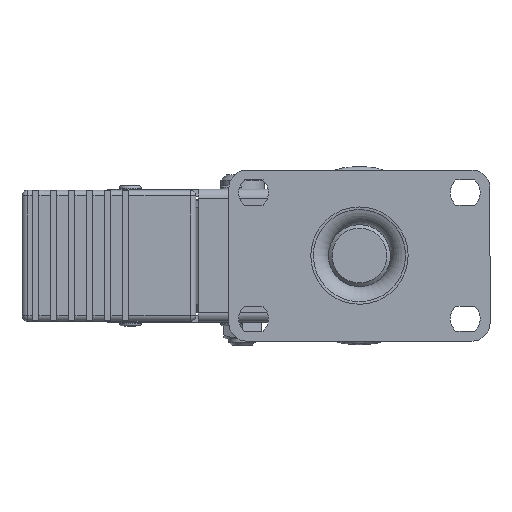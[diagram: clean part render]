
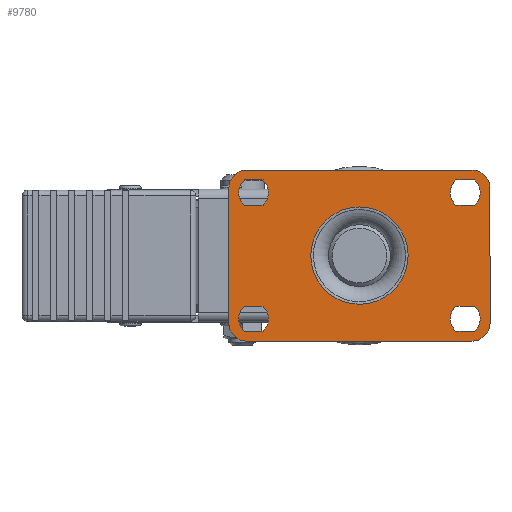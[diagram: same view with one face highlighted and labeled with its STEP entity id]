
A CAD part, top view. The second image highlights one B-rep face of the part: STEP entity #9780.
In plain terms, the highlighted planar face has unit normal (0, 0, 1).
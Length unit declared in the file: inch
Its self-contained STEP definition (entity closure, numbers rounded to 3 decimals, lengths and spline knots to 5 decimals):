
#626=LINE('',#17565,#1245);
#629=LINE('',#17573,#1248);
#630=LINE('',#17577,#1249);
#631=LINE('',#17581,#1250);
#632=LINE('',#17584,#1251);
#633=LINE('',#17587,#1252);
#634=LINE('',#17591,#1253);
#635=LINE('',#17595,#1254);
#636=LINE('',#17599,#1255);
#637=LINE('',#17603,#1256);
#638=LINE('',#17607,#1257);
#639=LINE('',#17612,#1258);
#1245=VECTOR('',#13270,0.26);
#1248=VECTOR('',#13277,1.875);
#1249=VECTOR('',#13280,3.125);
#1250=VECTOR('',#13283,1.875);
#1251=VECTOR('',#13286,3.125);
#1252=VECTOR('',#13287,0.26);
#1253=VECTOR('',#13290,0.26);
#1254=VECTOR('',#13293,0.26);
#1255=VECTOR('',#13296,0.26);
#1256=VECTOR('',#13299,0.26);
#1257=VECTOR('',#13302,0.26);
#1258=VECTOR('',#13307,0.26);
#1785=FACE_BOUND('',#2703,.T.);
#1786=FACE_BOUND('',#2704,.T.);
#1787=FACE_BOUND('',#2705,.T.);
#1788=FACE_BOUND('',#2706,.T.);
#1789=FACE_BOUND('',#2707,.T.);
#2098=FACE_OUTER_BOUND('',#2702,.T.);
#2702=EDGE_LOOP('',(#7907,#7908,#7909,#7910,#7911,#7912,#7913,#7914));
#2703=EDGE_LOOP('',(#7915,#7916,#7917,#7918));
#2704=EDGE_LOOP('',(#7919,#7920,#7921,#7922));
#2705=EDGE_LOOP('',(#7923,#7924,#7925,#7926));
#2706=EDGE_LOOP('',(#7927,#7928,#7929,#7930));
#2707=EDGE_LOOP('',(#7931,#7932));
#3424=CIRCLE('',#10827,0.25);
#3425=CIRCLE('',#10828,0.25);
#3426=CIRCLE('',#10829,0.25);
#3427=CIRCLE('',#10830,0.25);
#3428=CIRCLE('',#10831,0.23803);
#3429=CIRCLE('',#10832,0.23803);
#3430=CIRCLE('',#10833,0.23803);
#3431=CIRCLE('',#10834,0.23803);
#3432=CIRCLE('',#10835,0.23803);
#3433=CIRCLE('',#10836,0.23803);
#3434=CIRCLE('',#10837,0.23803);
#3435=CIRCLE('',#10838,0.23803);
#3436=CIRCLE('',#10839,0.67563);
#3437=CIRCLE('',#10840,0.67563);
#4325=VERTEX_POINT('',#17563);
#4326=VERTEX_POINT('',#17564);
#4327=VERTEX_POINT('',#17569);
#4328=VERTEX_POINT('',#17570);
#4329=VERTEX_POINT('',#17572);
#4330=VERTEX_POINT('',#17574);
#4331=VERTEX_POINT('',#17576);
#4332=VERTEX_POINT('',#17578);
#4333=VERTEX_POINT('',#17580);
#4334=VERTEX_POINT('',#17582);
#4335=VERTEX_POINT('',#17585);
#4336=VERTEX_POINT('',#17586);
#4337=VERTEX_POINT('',#17588);
#4338=VERTEX_POINT('',#17590);
#4339=VERTEX_POINT('',#17593);
#4340=VERTEX_POINT('',#17594);
#4341=VERTEX_POINT('',#17596);
#4342=VERTEX_POINT('',#17598);
#4343=VERTEX_POINT('',#17601);
#4344=VERTEX_POINT('',#17602);
#4345=VERTEX_POINT('',#17604);
#4346=VERTEX_POINT('',#17606);
#4347=VERTEX_POINT('',#17609);
#4348=VERTEX_POINT('',#17611);
#4349=VERTEX_POINT('',#17614);
#4350=VERTEX_POINT('',#17615);
#5618=EDGE_CURVE('',#4325,#4326,#626,.T.);
#5621=EDGE_CURVE('',#4327,#4328,#3424,.T.);
#5622=EDGE_CURVE('',#4328,#4329,#629,.T.);
#5623=EDGE_CURVE('',#4329,#4330,#3425,.T.);
#5624=EDGE_CURVE('',#4330,#4331,#630,.T.);
#5625=EDGE_CURVE('',#4331,#4332,#3426,.T.);
#5626=EDGE_CURVE('',#4332,#4333,#631,.T.);
#5627=EDGE_CURVE('',#4333,#4334,#3427,.T.);
#5628=EDGE_CURVE('',#4334,#4327,#632,.T.);
#5629=EDGE_CURVE('',#4335,#4336,#633,.T.);
#5630=EDGE_CURVE('',#4336,#4337,#3428,.T.);
#5631=EDGE_CURVE('',#4337,#4338,#634,.T.);
#5632=EDGE_CURVE('',#4338,#4335,#3429,.T.);
#5633=EDGE_CURVE('',#4339,#4340,#635,.T.);
#5634=EDGE_CURVE('',#4340,#4341,#3430,.T.);
#5635=EDGE_CURVE('',#4341,#4342,#636,.T.);
#5636=EDGE_CURVE('',#4342,#4339,#3431,.T.);
#5637=EDGE_CURVE('',#4343,#4344,#637,.T.);
#5638=EDGE_CURVE('',#4345,#4344,#3432,.T.);
#5639=EDGE_CURVE('',#4345,#4346,#638,.T.);
#5640=EDGE_CURVE('',#4343,#4346,#3433,.T.);
#5641=EDGE_CURVE('',#4347,#4326,#3434,.T.);
#5642=EDGE_CURVE('',#4347,#4348,#639,.T.);
#5643=EDGE_CURVE('',#4325,#4348,#3435,.T.);
#5644=EDGE_CURVE('',#4349,#4350,#3436,.T.);
#5645=EDGE_CURVE('',#4350,#4349,#3437,.T.);
#7907=ORIENTED_EDGE('',*,*,#5621,.T.);
#7908=ORIENTED_EDGE('',*,*,#5622,.T.);
#7909=ORIENTED_EDGE('',*,*,#5623,.T.);
#7910=ORIENTED_EDGE('',*,*,#5624,.T.);
#7911=ORIENTED_EDGE('',*,*,#5625,.T.);
#7912=ORIENTED_EDGE('',*,*,#5626,.T.);
#7913=ORIENTED_EDGE('',*,*,#5627,.T.);
#7914=ORIENTED_EDGE('',*,*,#5628,.T.);
#7915=ORIENTED_EDGE('',*,*,#5629,.T.);
#7916=ORIENTED_EDGE('',*,*,#5630,.T.);
#7917=ORIENTED_EDGE('',*,*,#5631,.T.);
#7918=ORIENTED_EDGE('',*,*,#5632,.T.);
#7919=ORIENTED_EDGE('',*,*,#5633,.T.);
#7920=ORIENTED_EDGE('',*,*,#5634,.T.);
#7921=ORIENTED_EDGE('',*,*,#5635,.T.);
#7922=ORIENTED_EDGE('',*,*,#5636,.T.);
#7923=ORIENTED_EDGE('',*,*,#5637,.T.);
#7924=ORIENTED_EDGE('',*,*,#5638,.F.);
#7925=ORIENTED_EDGE('',*,*,#5639,.T.);
#7926=ORIENTED_EDGE('',*,*,#5640,.F.);
#7927=ORIENTED_EDGE('',*,*,#5618,.T.);
#7928=ORIENTED_EDGE('',*,*,#5641,.F.);
#7929=ORIENTED_EDGE('',*,*,#5642,.T.);
#7930=ORIENTED_EDGE('',*,*,#5643,.F.);
#7931=ORIENTED_EDGE('',*,*,#5644,.T.);
#7932=ORIENTED_EDGE('',*,*,#5645,.T.);
#9378=PLANE('',#10826);
#9780=ADVANCED_FACE('',(#2098,#1785,#1786,#1787,#1788,#1789),#9378,.T.);
#10826=AXIS2_PLACEMENT_3D('',#17568,#13273,#13274);
#10827=AXIS2_PLACEMENT_3D('',#17571,#13275,#13276);
#10828=AXIS2_PLACEMENT_3D('',#17575,#13278,#13279);
#10829=AXIS2_PLACEMENT_3D('',#17579,#13281,#13282);
#10830=AXIS2_PLACEMENT_3D('',#17583,#13284,#13285);
#10831=AXIS2_PLACEMENT_3D('',#17589,#13288,#13289);
#10832=AXIS2_PLACEMENT_3D('',#17592,#13291,#13292);
#10833=AXIS2_PLACEMENT_3D('',#17597,#13294,#13295);
#10834=AXIS2_PLACEMENT_3D('',#17600,#13297,#13298);
#10835=AXIS2_PLACEMENT_3D('',#17605,#13300,#13301);
#10836=AXIS2_PLACEMENT_3D('',#17608,#13303,#13304);
#10837=AXIS2_PLACEMENT_3D('',#17610,#13305,#13306);
#10838=AXIS2_PLACEMENT_3D('',#17613,#13308,#13309);
#10839=AXIS2_PLACEMENT_3D('',#17616,#13310,#13311);
#10840=AXIS2_PLACEMENT_3D('',#17617,#13312,#13313);
#13270=DIRECTION('',(0.,1.,0.));
#13273=DIRECTION('center_axis',(0.,0.,1.));
#13274=DIRECTION('ref_axis',(0.,1.,0.));
#13275=DIRECTION('center_axis',(0.,0.,1.));
#13276=DIRECTION('ref_axis',(1.,0.,0.));
#13277=DIRECTION('',(-1.,0.,0.));
#13278=DIRECTION('center_axis',(0.,0.,1.));
#13279=DIRECTION('ref_axis',(0.,1.,0.));
#13280=DIRECTION('',(0.,-1.,0.));
#13281=DIRECTION('center_axis',(0.,0.,1.));
#13282=DIRECTION('ref_axis',(-1.,0.,0.));
#13283=DIRECTION('',(1.,0.,0.));
#13284=DIRECTION('center_axis',(0.,0.,1.));
#13285=DIRECTION('ref_axis',(0.,-1.,0.));
#13286=DIRECTION('',(0.,1.,0.));
#13287=DIRECTION('',(0.,-1.,0.));
#13288=DIRECTION('center_axis',(0.,0.,-1.));
#13289=DIRECTION('ref_axis',(0.736,-0.677,0.));
#13290=DIRECTION('',(0.,1.,0.));
#13291=DIRECTION('center_axis',(0.,0.,-1.));
#13292=DIRECTION('ref_axis',(-0.736,0.677,0.));
#13293=DIRECTION('',(0.,1.,0.));
#13294=DIRECTION('center_axis',(0.,0.,-1.));
#13295=DIRECTION('ref_axis',(-0.736,0.677,0.));
#13296=DIRECTION('',(0.,-1.,0.));
#13297=DIRECTION('center_axis',(0.,0.,-1.));
#13298=DIRECTION('ref_axis',(0.736,-0.677,0.));
#13299=DIRECTION('',(0.,-1.,0.));
#13300=DIRECTION('center_axis',(0.,0.,1.));
#13301=DIRECTION('ref_axis',(-0.736,-0.677,0.));
#13302=DIRECTION('',(0.,1.,0.));
#13303=DIRECTION('center_axis',(0.,0.,1.));
#13304=DIRECTION('ref_axis',(0.736,0.677,0.));
#13305=DIRECTION('center_axis',(0.,0.,1.));
#13306=DIRECTION('ref_axis',(0.736,0.677,0.));
#13307=DIRECTION('',(0.,-1.,0.));
#13308=DIRECTION('center_axis',(0.,0.,1.));
#13309=DIRECTION('ref_axis',(-0.736,-0.677,0.));
#13310=DIRECTION('center_axis',(0.,0.,-1.));
#13311=DIRECTION('ref_axis',(0.,-1.,0.));
#13312=DIRECTION('center_axis',(0.,0.,-1.));
#13313=DIRECTION('ref_axis',(0.,-1.,0.));
#17563=CARTESIAN_POINT('',(-1.05009,1.33875,0.1615));
#17564=CARTESIAN_POINT('',(-1.05009,1.59875,0.1615));
#17565=CARTESIAN_POINT('',(-1.05009,1.33875,0.1615));
#17568=CARTESIAN_POINT('Origin',(0.,0.,0.1615));
#17569=CARTESIAN_POINT('',(1.1875,1.5625,0.1615));
#17570=CARTESIAN_POINT('',(0.9375,1.8125,0.1615));
#17571=CARTESIAN_POINT('Origin',(0.9375,1.5625,0.1615));
#17572=CARTESIAN_POINT('',(-0.9375,1.8125,0.1615));
#17573=CARTESIAN_POINT('',(0.9375,1.8125,0.1615));
#17574=CARTESIAN_POINT('',(-1.1875,1.5625,0.1615));
#17575=CARTESIAN_POINT('Origin',(-0.9375,1.5625,0.1615));
#17576=CARTESIAN_POINT('',(-1.1875,-1.5625,0.1615));
#17577=CARTESIAN_POINT('',(-1.1875,1.5625,0.1615));
#17578=CARTESIAN_POINT('',(-0.9375,-1.8125,0.1615));
#17579=CARTESIAN_POINT('Origin',(-0.9375,-1.5625,0.1615));
#17580=CARTESIAN_POINT('',(0.9375,-1.8125,0.1615));
#17581=CARTESIAN_POINT('',(-0.9375,-1.8125,0.1615));
#17582=CARTESIAN_POINT('',(1.1875,-1.5625,0.1615));
#17583=CARTESIAN_POINT('Origin',(0.9375,-1.5625,0.1615));
#17584=CARTESIAN_POINT('',(1.1875,-1.5625,0.1615));
#17585=CARTESIAN_POINT('',(1.05009,1.59875,0.1615));
#17586=CARTESIAN_POINT('',(1.05009,1.33875,0.1615));
#17587=CARTESIAN_POINT('',(1.05009,1.59875,0.1615));
#17588=CARTESIAN_POINT('',(0.69991,1.33875,0.1615));
#17589=CARTESIAN_POINT('Origin',(0.875,1.5,0.1615));
#17590=CARTESIAN_POINT('',(0.69991,1.59875,0.1615));
#17591=CARTESIAN_POINT('',(0.69991,1.33875,0.1615));
#17592=CARTESIAN_POINT('Origin',(0.875,1.4375,0.1615));
#17593=CARTESIAN_POINT('',(-1.05009,-1.59875,0.1615));
#17594=CARTESIAN_POINT('',(-1.05009,-1.33875,0.1615));
#17595=CARTESIAN_POINT('',(-1.05009,-1.59875,0.1615));
#17596=CARTESIAN_POINT('',(-0.69991,-1.33875,0.1615));
#17597=CARTESIAN_POINT('Origin',(-0.875,-1.5,0.1615));
#17598=CARTESIAN_POINT('',(-0.69991,-1.59875,0.1615));
#17599=CARTESIAN_POINT('',(-0.69991,-1.33875,0.1615));
#17600=CARTESIAN_POINT('Origin',(-0.875,-1.4375,0.1615));
#17601=CARTESIAN_POINT('',(1.05009,-1.33875,0.1615));
#17602=CARTESIAN_POINT('',(1.05009,-1.59875,0.1615));
#17603=CARTESIAN_POINT('',(1.05009,-1.33875,0.1615));
#17604=CARTESIAN_POINT('',(0.69991,-1.59875,0.1615));
#17605=CARTESIAN_POINT('Origin',(0.875,-1.4375,0.1615));
#17606=CARTESIAN_POINT('',(0.69991,-1.33875,0.1615));
#17607=CARTESIAN_POINT('',(0.69991,-1.59875,0.1615));
#17608=CARTESIAN_POINT('Origin',(0.875,-1.5,0.1615));
#17609=CARTESIAN_POINT('',(-0.69991,1.59875,0.1615));
#17610=CARTESIAN_POINT('Origin',(-0.875,1.4375,0.1615));
#17611=CARTESIAN_POINT('',(-0.69991,1.33875,0.1615));
#17612=CARTESIAN_POINT('',(-0.69991,1.59875,0.1615));
#17613=CARTESIAN_POINT('Origin',(-0.875,1.5,0.1615));
#17614=CARTESIAN_POINT('',(0.,0.67563,0.1615));
#17615=CARTESIAN_POINT('',(-0.01439,0.67548,0.1615));
#17616=CARTESIAN_POINT('Origin',(0.,0.,0.1615));
#17617=CARTESIAN_POINT('Origin',(0.,0.,0.1615));
